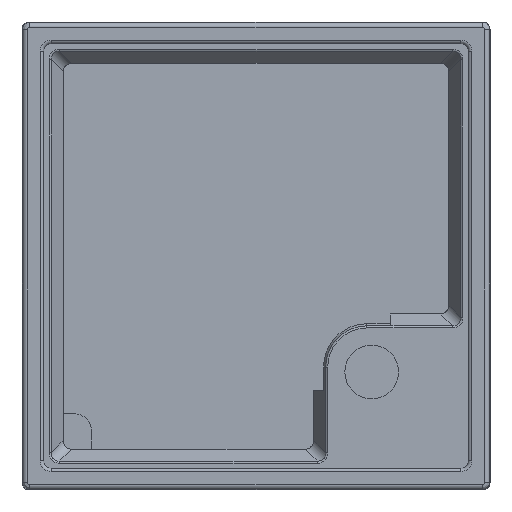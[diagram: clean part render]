
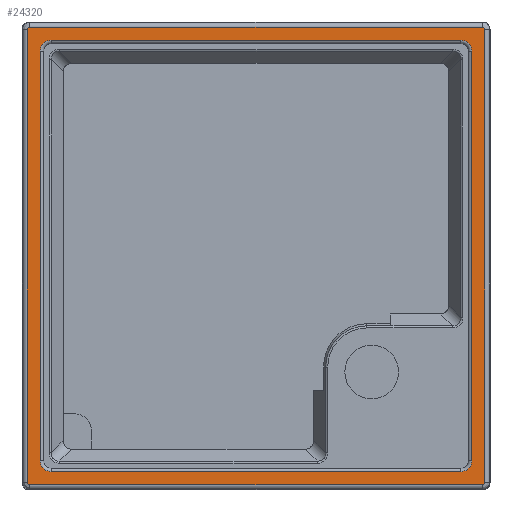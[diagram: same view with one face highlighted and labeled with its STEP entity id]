
A CAD part, top view. The second image highlights one B-rep face of the part: STEP entity #24320.
In plain terms, the highlighted planar face has unit normal (0, 0, 1).
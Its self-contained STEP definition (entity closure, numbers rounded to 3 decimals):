
#363=FACE_BOUND('',#2087,.T.);
#509=CIRCLE('',#25635,0.5);
#513=CIRCLE('',#25642,0.5);
#517=CIRCLE('',#25649,0.5);
#521=CIRCLE('',#25656,0.5);
#523=CIRCLE('',#25661,2.2);
#524=CIRCLE('',#25662,2.2);
#525=CIRCLE('',#25663,2.2);
#526=CIRCLE('',#25664,2.2);
#893=FACE_OUTER_BOUND('',#2086,.T.);
#2086=EDGE_LOOP('',(#16199,#16200,#16201,#16202,#16203,#16204,#16205,#16206));
#2087=EDGE_LOOP('',(#16207,#16208,#16209,#16210,#16211,#16212,#16213,#16214));
#3718=LINE('',#34981,#6781);
#3722=LINE('',#35084,#6785);
#3726=LINE('',#35187,#6789);
#3730=LINE('',#35288,#6793);
#3731=LINE('',#35295,#6794);
#3732=LINE('',#35299,#6795);
#3733=LINE('',#35303,#6796);
#3734=LINE('',#35306,#6797);
#6781=VECTOR('',#28072,92.698);
#6785=VECTOR('',#28090,92.698);
#6789=VECTOR('',#28108,92.698);
#6793=VECTOR('',#28126,92.698);
#6794=VECTOR('',#28133,83.95);
#6795=VECTOR('',#28136,83.95);
#6796=VECTOR('',#28139,83.95);
#6797=VECTOR('',#28142,83.95);
#9805=VERTEX_POINT('',#34972);
#9806=VERTEX_POINT('',#34974);
#9808=VERTEX_POINT('',#34980);
#9810=VERTEX_POINT('',#35077);
#9812=VERTEX_POINT('',#35083);
#9814=VERTEX_POINT('',#35180);
#9816=VERTEX_POINT('',#35186);
#9818=VERTEX_POINT('',#35283);
#9819=VERTEX_POINT('',#35291);
#9820=VERTEX_POINT('',#35292);
#9821=VERTEX_POINT('',#35294);
#9822=VERTEX_POINT('',#35296);
#9823=VERTEX_POINT('',#35298);
#9824=VERTEX_POINT('',#35300);
#9825=VERTEX_POINT('',#35302);
#9826=VERTEX_POINT('',#35304);
#12264=EDGE_CURVE('',#9805,#9806,#509,.T.);
#12267=EDGE_CURVE('',#9806,#9808,#3718,.T.);
#12272=EDGE_CURVE('',#9808,#9810,#513,.T.);
#12275=EDGE_CURVE('',#9810,#9812,#3722,.T.);
#12280=EDGE_CURVE('',#9812,#9814,#517,.T.);
#12283=EDGE_CURVE('',#9814,#9816,#3726,.T.);
#12288=EDGE_CURVE('',#9816,#9818,#521,.T.);
#12291=EDGE_CURVE('',#9818,#9805,#3730,.T.);
#12292=EDGE_CURVE('',#9819,#9820,#523,.T.);
#12293=EDGE_CURVE('',#9820,#9821,#3731,.T.);
#12294=EDGE_CURVE('',#9821,#9822,#524,.T.);
#12295=EDGE_CURVE('',#9822,#9823,#3732,.T.);
#12296=EDGE_CURVE('',#9823,#9824,#525,.T.);
#12297=EDGE_CURVE('',#9824,#9825,#3733,.T.);
#12298=EDGE_CURVE('',#9825,#9826,#526,.T.);
#12299=EDGE_CURVE('',#9826,#9819,#3734,.T.);
#16199=ORIENTED_EDGE('',*,*,#12264,.F.);
#16200=ORIENTED_EDGE('',*,*,#12291,.F.);
#16201=ORIENTED_EDGE('',*,*,#12288,.F.);
#16202=ORIENTED_EDGE('',*,*,#12283,.F.);
#16203=ORIENTED_EDGE('',*,*,#12280,.F.);
#16204=ORIENTED_EDGE('',*,*,#12275,.F.);
#16205=ORIENTED_EDGE('',*,*,#12272,.F.);
#16206=ORIENTED_EDGE('',*,*,#12267,.F.);
#16207=ORIENTED_EDGE('',*,*,#12292,.T.);
#16208=ORIENTED_EDGE('',*,*,#12293,.T.);
#16209=ORIENTED_EDGE('',*,*,#12294,.T.);
#16210=ORIENTED_EDGE('',*,*,#12295,.T.);
#16211=ORIENTED_EDGE('',*,*,#12296,.T.);
#16212=ORIENTED_EDGE('',*,*,#12297,.T.);
#16213=ORIENTED_EDGE('',*,*,#12298,.T.);
#16214=ORIENTED_EDGE('',*,*,#12299,.T.);
#22105=PLANE('',#25660);
#24320=ADVANCED_FACE('',(#893,#363),#22105,.T.);
#25635=AXIS2_PLACEMENT_3D('',#34975,#28065,#28066);
#25642=AXIS2_PLACEMENT_3D('',#35078,#28083,#28084);
#25649=AXIS2_PLACEMENT_3D('',#35181,#28101,#28102);
#25656=AXIS2_PLACEMENT_3D('',#35284,#28119,#28120);
#25660=AXIS2_PLACEMENT_3D('',#35290,#28129,#28130);
#25661=AXIS2_PLACEMENT_3D('',#35293,#28131,#28132);
#25662=AXIS2_PLACEMENT_3D('',#35297,#28134,#28135);
#25663=AXIS2_PLACEMENT_3D('',#35301,#28137,#28138);
#25664=AXIS2_PLACEMENT_3D('',#35305,#28140,#28141);
#28065=DIRECTION('center_axis',(0.,0.,
-1.));
#28066=DIRECTION('ref_axis',(0.,-1.,0.));
#28072=DIRECTION('',(-1.,0.,0.));
#28083=DIRECTION('center_axis',(0.,0.,
-1.));
#28084=DIRECTION('ref_axis',(-1.,0.,0.));
#28090=DIRECTION('',(0.,1.,0.));
#28101=DIRECTION('center_axis',(0.,0.,
-1.));
#28102=DIRECTION('ref_axis',(0.,1.,0.));
#28108=DIRECTION('',(1.,0.,0.));
#28119=DIRECTION('center_axis',(0.,0.,
-1.));
#28120=DIRECTION('ref_axis',(1.,0.,0.));
#28126=DIRECTION('',(0.,-1.,0.));
#28129=DIRECTION('center_axis',(0.,0.,1.));
#28130=DIRECTION('ref_axis',(0.,1.,0.));
#28131=DIRECTION('center_axis',(0.,0.,-1.));
#28132=DIRECTION('ref_axis',(1.,0.,0.));
#28133=DIRECTION('',(-1.,0.,0.));
#28134=DIRECTION('center_axis',(0.,0.,-1.));
#28135=DIRECTION('ref_axis',(0.,-1.,0.));
#28136=DIRECTION('',(0.,1.,0.));
#28137=DIRECTION('center_axis',(0.,0.,-1.));
#28138=DIRECTION('ref_axis',(-1.,0.,0.));
#28139=DIRECTION('',(1.,0.,0.));
#28140=DIRECTION('center_axis',(0.,0.,-1.));
#28141=DIRECTION('ref_axis',(0.,1.,0.));
#28142=DIRECTION('',(0.,-1.,0.));
#34972=CARTESIAN_POINT('',(46.849,-46.349,3.5));
#34974=CARTESIAN_POINT('',(46.349,-46.849,3.5));
#34975=CARTESIAN_POINT('Origin',(46.349,-46.349,3.5));
#34980=CARTESIAN_POINT('',(-46.349,-46.849,3.5));
#34981=CARTESIAN_POINT('',(46.349,-46.849,3.5));
#35077=CARTESIAN_POINT('',(-46.849,-46.349,3.5));
#35078=CARTESIAN_POINT('Origin',(-46.349,-46.349,3.5));
#35083=CARTESIAN_POINT('',(-46.849,46.349,3.5));
#35084=CARTESIAN_POINT('',(-46.849,-46.349,3.5));
#35180=CARTESIAN_POINT('',(-46.349,46.849,3.5));
#35181=CARTESIAN_POINT('Origin',(-46.349,46.349,3.5));
#35186=CARTESIAN_POINT('',(46.349,46.849,3.5));
#35187=CARTESIAN_POINT('',(-46.349,46.849,3.5));
#35283=CARTESIAN_POINT('',(46.849,46.349,3.5));
#35284=CARTESIAN_POINT('Origin',(46.349,46.349,3.5));
#35288=CARTESIAN_POINT('',(46.849,46.349,3.5));
#35290=CARTESIAN_POINT('Origin',(48.,43.475,3.5));
#35291=CARTESIAN_POINT('',(44.175,-41.975,3.5));
#35292=CARTESIAN_POINT('',(41.975,-44.175,3.5));
#35293=CARTESIAN_POINT('Origin',(41.975,-41.975,3.5));
#35294=CARTESIAN_POINT('',(-41.975,-44.175,3.5));
#35295=CARTESIAN_POINT('',(41.975,-44.175,3.5));
#35296=CARTESIAN_POINT('',(-44.175,-41.975,3.5));
#35297=CARTESIAN_POINT('Origin',(-41.975,-41.975,3.5));
#35298=CARTESIAN_POINT('',(-44.175,41.975,3.5));
#35299=CARTESIAN_POINT('',(-44.175,-41.975,3.5));
#35300=CARTESIAN_POINT('',(-41.975,44.175,3.5));
#35301=CARTESIAN_POINT('Origin',(-41.975,41.975,3.5));
#35302=CARTESIAN_POINT('',(41.975,44.175,3.5));
#35303=CARTESIAN_POINT('',(-41.975,44.175,3.5));
#35304=CARTESIAN_POINT('',(44.175,41.975,3.5));
#35305=CARTESIAN_POINT('Origin',(41.975,41.975,3.5));
#35306=CARTESIAN_POINT('',(44.175,41.975,3.5));
